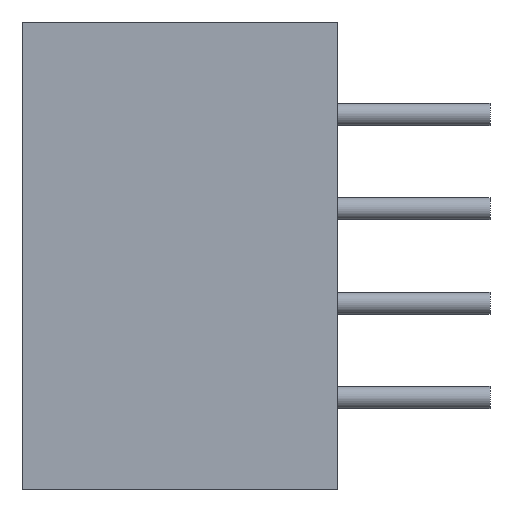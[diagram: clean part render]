
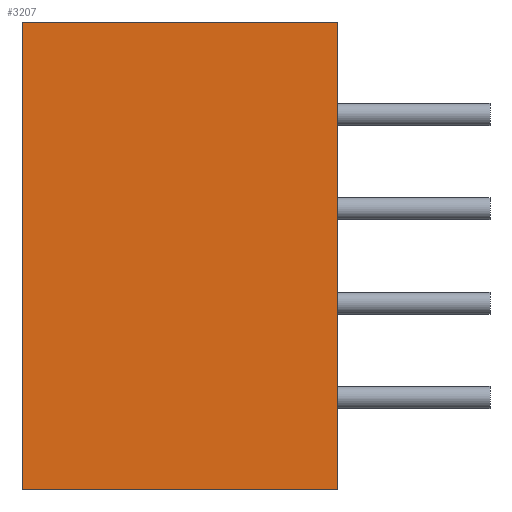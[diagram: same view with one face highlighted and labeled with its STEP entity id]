
A CAD part, left-side view. The second image highlights one B-rep face of the part: STEP entity #3207.
In plain terms, the highlighted planar face has unit normal (-1, 0, 0).
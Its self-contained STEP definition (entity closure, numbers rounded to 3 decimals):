
#2875 = EDGE_CURVE('',#2876,#2878,#2880,.T.);
#2876 = VERTEX_POINT('',#2877);
#2877 = CARTESIAN_POINT('',(-11.05,8.5,-6.275));
#2878 = VERTEX_POINT('',#2879);
#2879 = CARTESIAN_POINT('',(-11.05,8.5,6.275));
#2880 = LINE('',#2881,#2882);
#2881 = CARTESIAN_POINT('',(-11.05,8.5,0.));
#2882 = VECTOR('',#2883,1.);
#2883 = DIRECTION('',(0.,0.,1.));
#3183 = VERTEX_POINT('',#3184);
#3184 = CARTESIAN_POINT('',(-11.05,0.,-6.275));
#3190 = EDGE_CURVE('',#3183,#2876,#3191,.T.);
#3191 = LINE('',#3192,#3193);
#3192 = CARTESIAN_POINT('',(-11.05,8.5,-6.275));
#3193 = VECTOR('',#3194,1.);
#3194 = DIRECTION('',(0.,1.,0.));
#3207 = ADVANCED_FACE('',(#3208),#3226,.T.);
#3208 = FACE_BOUND('',#3209,.T.);
#3209 = EDGE_LOOP('',(#3210,#3218,#3224,#3225));
#3210 = ORIENTED_EDGE('',*,*,#3211,.F.);
#3211 = EDGE_CURVE('',#3212,#3183,#3214,.T.);
#3212 = VERTEX_POINT('',#3213);
#3213 = CARTESIAN_POINT('',(-11.05,0.,6.275));
#3214 = LINE('',#3215,#3216);
#3215 = CARTESIAN_POINT('',(-11.05,0.,0.));
#3216 = VECTOR('',#3217,1.);
#3217 = DIRECTION('',(0.,0.,-1.));
#3218 = ORIENTED_EDGE('',*,*,#3219,.F.);
#3219 = EDGE_CURVE('',#2878,#3212,#3220,.T.);
#3220 = LINE('',#3221,#3222);
#3221 = CARTESIAN_POINT('',(-11.05,8.5,6.275));
#3222 = VECTOR('',#3223,1.);
#3223 = DIRECTION('',(0.,-1.,0.));
#3224 = ORIENTED_EDGE('',*,*,#2875,.F.);
#3225 = ORIENTED_EDGE('',*,*,#3190,.F.);
#3226 = PLANE('',#3227);
#3227 = AXIS2_PLACEMENT_3D('',#3228,#3229,#3230);
#3228 = CARTESIAN_POINT('',(-11.05,8.5,0.));
#3229 = DIRECTION('',(-1.,0.,0.));
#3230 = DIRECTION('',(0.,-1.,0.));
